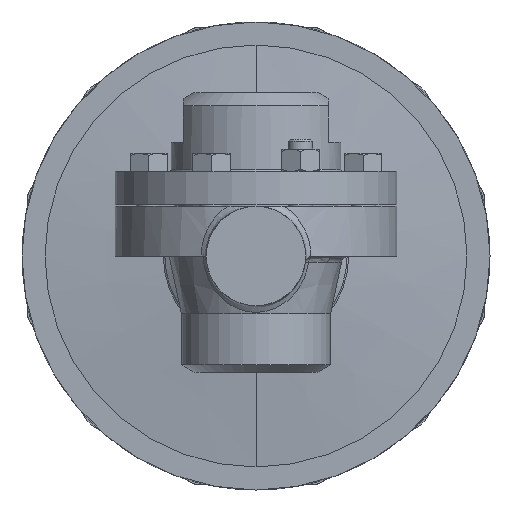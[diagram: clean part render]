
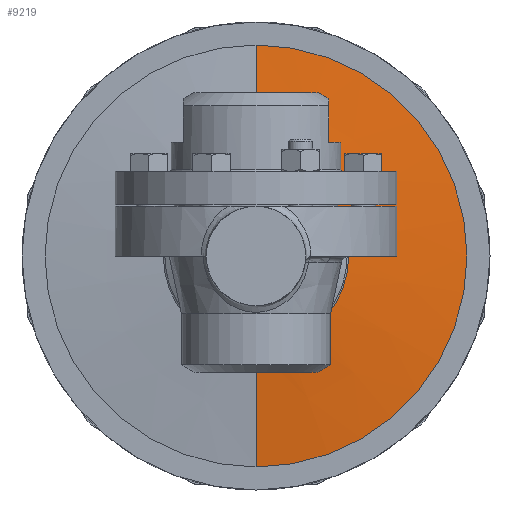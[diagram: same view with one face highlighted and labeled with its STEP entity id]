
A CAD part, front view. The second image highlights one B-rep face of the part: STEP entity #9219.
In plain terms, the highlighted conical face has half-angle 84 degrees and reference radius 34.925 mm.
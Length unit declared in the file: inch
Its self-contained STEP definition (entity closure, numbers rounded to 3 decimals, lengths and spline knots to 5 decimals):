
#149 = EDGE_LOOP ( 'NONE', ( #1083, #3024, #17018, #15713 ) ) ;
#598 = LINE ( 'NONE', #9780, #1058 ) ;
#708 = DIRECTION ( 'NONE',  ( 0., 0., 1. ) ) ;
#773 = CARTESIAN_POINT ( 'NONE',  ( 0., 2.56235, 1.39739 ) ) ;
#1012 = AXIS2_PLACEMENT_3D ( 'NONE', #5838, #16286, #8318 ) ;
#1017 = EDGE_CURVE ( 'NONE', #8489, #16387, #10181, .T. ) ;
#1058 = VECTOR ( 'NONE', #5653, 39.37008 ) ;
#1083 = ORIENTED_EDGE ( 'NONE', *, *, #9239, .T. ) ;
#2077 = VERTEX_POINT ( 'NONE', #11706 ) ;
#2128 = DIRECTION ( 'NONE',  ( 0., 0., 1. ) ) ;
#2997 = CIRCLE ( 'NONE', #1012, 3.18273 ) ;
#3024 = ORIENTED_EDGE ( 'NONE', *, *, #4497, .T. ) ;
#4497 = EDGE_CURVE ( 'NONE', #9378, #2077, #598, .T. ) ;
#4951 = DIRECTION ( 'NONE',  ( 0., 1., 0. ) ) ;
#5653 = DIRECTION ( 'NONE',  ( 0., 0.105, -0.995 ) ) ;
#5838 = CARTESIAN_POINT ( 'NONE',  ( 0., 2.75, 0. ) ) ;
#6416 = VECTOR ( 'NONE', #8999, 39.37008 ) ;
#6613 = CARTESIAN_POINT ( 'NONE',  ( 0., 2.56235, -1.39739 ) ) ;
#8318 = DIRECTION ( 'NONE',  ( 0., 0., -1. ) ) ;
#8489 = VERTEX_POINT ( 'NONE', #773 ) ;
#8845 = CARTESIAN_POINT ( 'NONE',  ( 0., 2.56235, 0. ) ) ;
#8999 = DIRECTION ( 'NONE',  ( 0., 0.105, 0.995 ) ) ;
#9007 = DIRECTION ( 'NONE',  ( 0., 1., 0. ) ) ;
#9219 = ADVANCED_FACE ( 'NONE', ( #11884 ), #13527, .T. ) ;
#9239 = EDGE_CURVE ( 'NONE', #8489, #9378, #14584, .T. ) ;
#9378 = VERTEX_POINT ( 'NONE', #6613 ) ;
#9780 = CARTESIAN_POINT ( 'NONE',  ( 0., 2.56, -1.375 ) ) ;
#9967 = EDGE_CURVE ( 'NONE', #2077, #16387, #2997, .T. ) ;
#10181 = LINE ( 'NONE', #17143, #6416 ) ;
#11367 = AXIS2_PLACEMENT_3D ( 'NONE', #8845, #9007, #2128 ) ;
#11706 = CARTESIAN_POINT ( 'NONE',  ( 0., 2.75, -3.18273 ) ) ;
#11884 = FACE_OUTER_BOUND ( 'NONE', #149, .T. ) ;
#13016 = CARTESIAN_POINT ( 'NONE',  ( 0., 2.75, 3.18273 ) ) ;
#13527 = CONICAL_SURFACE ( 'NONE', #14717, 1.375, 1.466 ) ;
#14584 = CIRCLE ( 'NONE', #11367, 1.39739 ) ;
#14717 = AXIS2_PLACEMENT_3D ( 'NONE', #15517, #4951, #708 ) ;
#15517 = CARTESIAN_POINT ( 'NONE',  ( 0., 2.56, 0. ) ) ;
#15713 = ORIENTED_EDGE ( 'NONE', *, *, #1017, .F. ) ;
#16286 = DIRECTION ( 'NONE',  ( 0., -1., 0. ) ) ;
#16387 = VERTEX_POINT ( 'NONE', #13016 ) ;
#17018 = ORIENTED_EDGE ( 'NONE', *, *, #9967, .T. ) ;
#17143 = CARTESIAN_POINT ( 'NONE',  ( 0., 2.56, 1.375 ) ) ;
